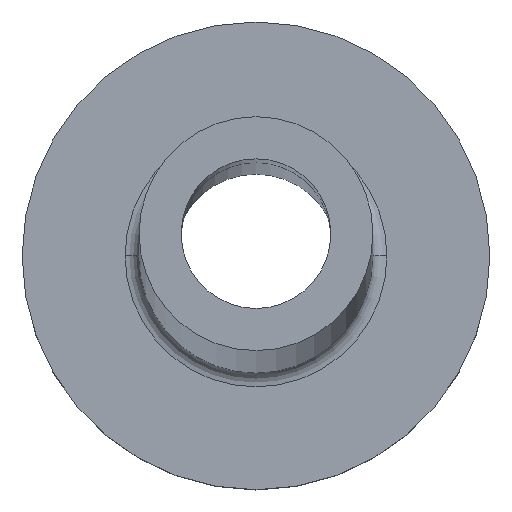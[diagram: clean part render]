
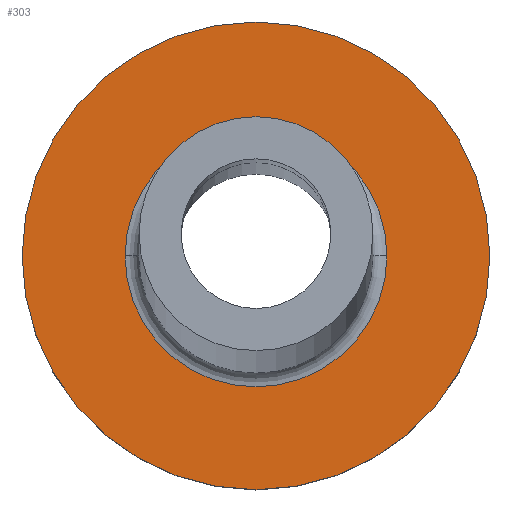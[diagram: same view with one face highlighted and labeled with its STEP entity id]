
A CAD part, top view. The second image highlights one B-rep face of the part: STEP entity #303.
In plain terms, the highlighted planar face has unit normal (0, 0, 1).
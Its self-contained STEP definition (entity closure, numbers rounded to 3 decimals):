
#4 = CIRCLE ( 'NONE', #334, 2.8 ) ;
#17 = AXIS2_PLACEMENT_3D ( 'NONE', #146, #74, #114 ) ;
#22 = CARTESIAN_POINT ( 'NONE',  ( -5., 0., 3. ) ) ;
#25 = ORIENTED_EDGE ( 'NONE', *, *, #327, .T. ) ;
#26 = VERTEX_POINT ( 'NONE', #191 ) ;
#40 = CIRCLE ( 'NONE', #457, 5. ) ;
#74 = DIRECTION ( 'NONE',  ( 0., 0., 1. ) ) ;
#82 = DIRECTION ( 'NONE',  ( 1., 0., 0. ) ) ;
#100 = CARTESIAN_POINT ( 'NONE',  ( 0., 0., 3. ) ) ;
#105 = ORIENTED_EDGE ( 'NONE', *, *, #385, .T. ) ;
#114 = DIRECTION ( 'NONE',  ( 1., 0., 0. ) ) ;
#130 = CARTESIAN_POINT ( 'NONE',  ( 0., 0., 3. ) ) ;
#136 = DIRECTION ( 'NONE',  ( 1., 0., 0. ) ) ;
#142 = AXIS2_PLACEMENT_3D ( 'NONE', #130, #453, #280 ) ;
#146 = CARTESIAN_POINT ( 'NONE',  ( 0., 0., 3. ) ) ;
#156 = DIRECTION ( 'NONE',  ( 0., 0., 1. ) ) ;
#160 = CARTESIAN_POINT ( 'NONE',  ( 0., 0., 3. ) ) ;
#169 = FACE_BOUND ( 'NONE', #358, .T. ) ;
#171 = CIRCLE ( 'NONE', #456, 2.8 ) ;
#191 = CARTESIAN_POINT ( 'NONE',  ( 5., 0., 3. ) ) ;
#206 = DIRECTION ( 'NONE',  ( 1., 0., 0. ) ) ;
#230 = CIRCLE ( 'NONE', #17, 5. ) ;
#242 = DIRECTION ( 'NONE',  ( 0., 0., -1. ) ) ;
#248 = EDGE_CURVE ( 'NONE', #392, #393, #4, .T. ) ;
#252 = PLANE ( 'NONE',  #142 ) ;
#280 = DIRECTION ( 'NONE',  ( 1., 0., 0. ) ) ;
#297 = VERTEX_POINT ( 'NONE', #22 ) ;
#303 = ADVANCED_FACE ( 'NONE', ( #169, #315 ), #252, .T. ) ;
#315 = FACE_OUTER_BOUND ( 'NONE', #363, .T. ) ;
#323 = CARTESIAN_POINT ( 'NONE',  ( 2.8, 0., 3. ) ) ;
#327 = EDGE_CURVE ( 'NONE', #393, #392, #171, .T. ) ;
#328 = ORIENTED_EDGE ( 'NONE', *, *, #248, .T. ) ;
#334 = AXIS2_PLACEMENT_3D ( 'NONE', #451, #352, #136 ) ;
#352 = DIRECTION ( 'NONE',  ( 0., 0., -1. ) ) ;
#358 = EDGE_LOOP ( 'NONE', ( #328, #25 ) ) ;
#363 = EDGE_LOOP ( 'NONE', ( #105, #428 ) ) ;
#385 = EDGE_CURVE ( 'NONE', #297, #26, #230, .T. ) ;
#392 = VERTEX_POINT ( 'NONE', #323 ) ;
#393 = VERTEX_POINT ( 'NONE', #458 ) ;
#416 = EDGE_CURVE ( 'NONE', #26, #297, #40, .T. ) ;
#428 = ORIENTED_EDGE ( 'NONE', *, *, #416, .T. ) ;
#451 = CARTESIAN_POINT ( 'NONE',  ( 0., 0., 3. ) ) ;
#453 = DIRECTION ( 'NONE',  ( 0., 0., 1. ) ) ;
#456 = AXIS2_PLACEMENT_3D ( 'NONE', #100, #242, #82 ) ;
#457 = AXIS2_PLACEMENT_3D ( 'NONE', #160, #156, #206 ) ;
#458 = CARTESIAN_POINT ( 'NONE',  ( -2.8, 0., 3. ) ) ;
